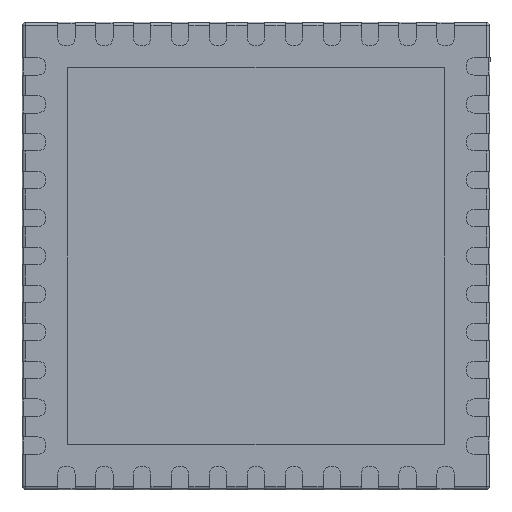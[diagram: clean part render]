
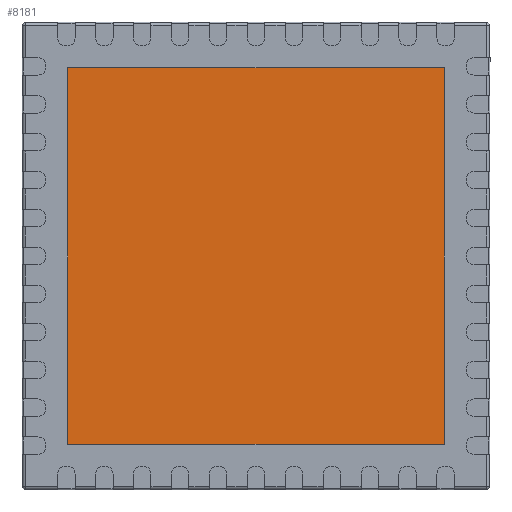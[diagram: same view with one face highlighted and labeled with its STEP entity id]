
A CAD part, front view. The second image highlights one B-rep face of the part: STEP entity #8181.
In plain terms, the highlighted planar face has unit normal (0, -1, 0).
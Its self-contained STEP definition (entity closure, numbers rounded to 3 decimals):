
#1039 = CARTESIAN_POINT ( 'NONE',  ( -3.225, -0.02, 3.225 ) ) ;
#1116 = CARTESIAN_POINT ( 'NONE',  ( 3.225, -0.02, 3.225 ) ) ;
#4358 = LINE ( 'NONE', #1039, #10623 ) ;
#5790 = AXIS2_PLACEMENT_3D ( 'NONE', #22039, #6018, #24711 ) ;
#6018 = DIRECTION ( 'NONE',  ( 0., -1., 0. ) ) ;
#7157 = VERTEX_POINT ( 'NONE', #7881 ) ;
#7411 = DIRECTION ( 'NONE',  ( 0., 0., -1. ) ) ;
#7881 = CARTESIAN_POINT ( 'NONE',  ( 3.225, -0.02, -3.225 ) ) ;
#8181 = ADVANCED_FACE ( 'NONE', ( #34303 ), #27273, .T. ) ;
#8981 = VECTOR ( 'NONE', #22486, 1000. ) ;
#9069 = VERTEX_POINT ( 'NONE', #33081 ) ;
#10623 = VECTOR ( 'NONE', #22400, 1000. ) ;
#11537 = EDGE_CURVE ( 'NONE', #7157, #19145, #30267, .T. ) ;
#12338 = DIRECTION ( 'NONE',  ( 1., 0., 0. ) ) ;
#12436 = VECTOR ( 'NONE', #7411, 1000. ) ;
#14725 = ORIENTED_EDGE ( 'NONE', *, *, #24823, .T. ) ;
#14824 = ORIENTED_EDGE ( 'NONE', *, *, #19744, .T. ) ;
#18394 = VECTOR ( 'NONE', #12338, 1000. ) ;
#19145 = VERTEX_POINT ( 'NONE', #24434 ) ;
#19744 = EDGE_CURVE ( 'NONE', #9069, #7157, #25472, .T. ) ;
#20238 = EDGE_CURVE ( 'NONE', #27720, #9069, #25790, .T. ) ;
#20278 = CARTESIAN_POINT ( 'NONE',  ( -3.225, -0.02, -3.225 ) ) ;
#20706 = CARTESIAN_POINT ( 'NONE',  ( -3.225, -0.02, 3.225 ) ) ;
#22039 = CARTESIAN_POINT ( 'NONE',  ( 0., -0.02, 0. ) ) ;
#22400 = DIRECTION ( 'NONE',  ( -1., 0., 0. ) ) ;
#22486 = DIRECTION ( 'NONE',  ( 0., 0., 1. ) ) ;
#22822 = CARTESIAN_POINT ( 'NONE',  ( -3.225, -0.02, 3.225 ) ) ;
#24434 = CARTESIAN_POINT ( 'NONE',  ( 3.225, -0.02, 3.225 ) ) ;
#24711 = DIRECTION ( 'NONE',  ( 0., 0., -1. ) ) ;
#24823 = EDGE_CURVE ( 'NONE', #19145, #27720, #4358, .T. ) ;
#25472 = LINE ( 'NONE', #20278, #18394 ) ;
#25790 = LINE ( 'NONE', #20706, #12436 ) ;
#26595 = EDGE_LOOP ( 'NONE', ( #27268, #14725, #31705, #14824 ) ) ;
#27268 = ORIENTED_EDGE ( 'NONE', *, *, #11537, .T. ) ;
#27273 = PLANE ( 'NONE',  #5790 ) ;
#27720 = VERTEX_POINT ( 'NONE', #22822 ) ;
#30267 = LINE ( 'NONE', #1116, #8981 ) ;
#31705 = ORIENTED_EDGE ( 'NONE', *, *, #20238, .T. ) ;
#33081 = CARTESIAN_POINT ( 'NONE',  ( -3.225, -0.02, -3.225 ) ) ;
#34303 = FACE_OUTER_BOUND ( 'NONE', #26595, .T. ) ;
